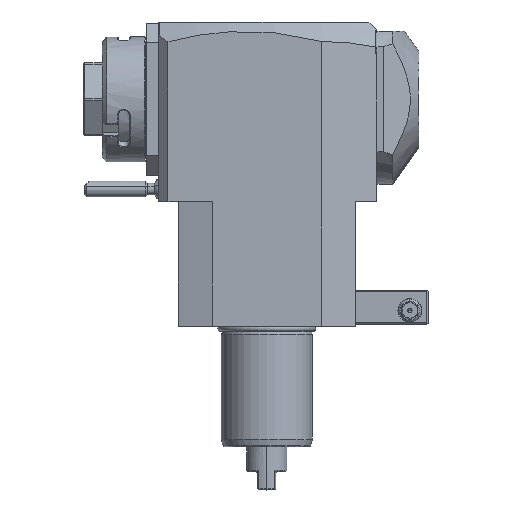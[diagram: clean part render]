
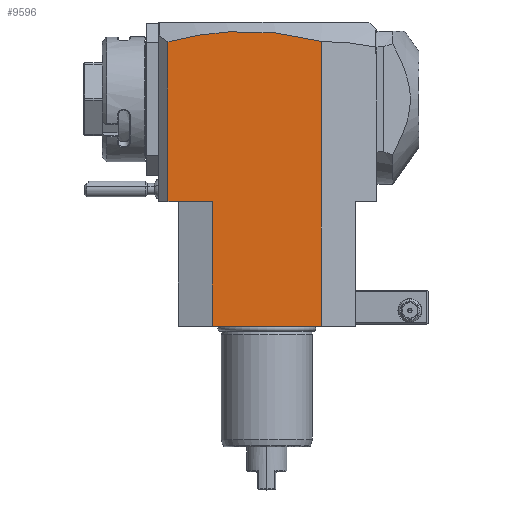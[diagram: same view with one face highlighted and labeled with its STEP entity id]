
A CAD part, top view. The second image highlights one B-rep face of the part: STEP entity #9596.
In plain terms, the highlighted planar face has unit normal (0, 0, 1).
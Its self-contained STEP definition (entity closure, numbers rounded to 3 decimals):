
#2205=DIRECTION('',(-1.,0.,0.));
#2206=VECTOR('',#2205,19.5);
#2207=CARTESIAN_POINT('',(-24.,55.,37.5));
#2208=LINE('',#2207,#2206);
#2209=DIRECTION('',(0.,1.,0.));
#2210=VECTOR('',#2209,70.258);
#2211=CARTESIAN_POINT('',(-43.5,55.,37.5));
#2212=LINE('',#2211,#2210);
#2213=CARTESIAN_POINT('',(24.,125.435,37.5));
#2214=CARTESIAN_POINT('',(18.371,126.939,37.5));
#2215=CARTESIAN_POINT('',(7.115,129.162,37.5));
#2216=CARTESIAN_POINT('',(-9.762,130.233,37.5));
#2217=CARTESIAN_POINT('',(-26.635,129.072,37.5));
#2218=CARTESIAN_POINT('',(-37.879,126.791,37.5));
#2219=CARTESIAN_POINT('',(-43.5,125.258,37.5));
#2221=DIRECTION('',(0.,-1.,0.));
#2222=VECTOR('',#2221,125.435);
#2223=CARTESIAN_POINT('',(24.,125.435,37.5));
#2224=LINE('',#2223,#2222);
#2237=DIRECTION('',(0.,-1.,0.));
#2238=VECTOR('',#2237,55.);
#2239=CARTESIAN_POINT('',(-24.,55.,37.5));
#2240=LINE('',#2239,#2238);
#2245=DIRECTION('',(-1.,0.,0.));
#2246=VECTOR('',#2245,48.);
#2247=CARTESIAN_POINT('',(24.,0.,37.5));
#2248=LINE('',#2247,#2246);
#7020=VERTEX_POINT('',#2213);
#7021=VERTEX_POINT('',#2219);
#7347=CARTESIAN_POINT('',(-43.5,55.,37.5));
#7349=VERTEX_POINT('',#7347);
#7387=CARTESIAN_POINT('',(24.,0.,37.5));
#7388=CARTESIAN_POINT('',(-24.,0.,37.5));
#7389=VERTEX_POINT('',#7387);
#7390=VERTEX_POINT('',#7388);
#7525=CARTESIAN_POINT('',(-24.,55.,37.5));
#7526=VERTEX_POINT('',#7525);
#9578=CARTESIAN_POINT('',(-39.202,55.,37.5));
#9579=DIRECTION('',(0.,0.,1.));
#9580=DIRECTION('',(1.,0.,0.));
#9581=AXIS2_PLACEMENT_3D('',#9578,#9579,#9580);
#9582=PLANE('',#9581);
#9584=ORIENTED_EDGE('',*,*,#9583,.T.);
#9585=ORIENTED_EDGE('',*,*,#9564,.T.);
#9587=ORIENTED_EDGE('',*,*,#9586,.F.);
#9589=ORIENTED_EDGE('',*,*,#9588,.T.);
#9591=ORIENTED_EDGE('',*,*,#9590,.T.);
#9593=ORIENTED_EDGE('',*,*,#9592,.F.);
#9594=EDGE_LOOP('',(#9584,#9585,#9587,#9589,#9591,#9593));
#9595=FACE_OUTER_BOUND('',#9594,.F.);
#2220=B_SPLINE_CURVE_WITH_KNOTS('',3,(#2213,#2214,#2215,#2216,#2217,#2218,
#2219),.UNSPECIFIED.,.F.,.F.,(4,1,1,1,4),(0.,0.25,0.5,0.75,1.),
.UNSPECIFIED.);
#9564=EDGE_CURVE('',#7349,#7021,#2212,.T.);
#9583=EDGE_CURVE('',#7526,#7349,#2208,.T.);
#9586=EDGE_CURVE('',#7020,#7021,#2220,.T.);
#9588=EDGE_CURVE('',#7020,#7389,#2224,.T.);
#9590=EDGE_CURVE('',#7389,#7390,#2248,.T.);
#9592=EDGE_CURVE('',#7526,#7390,#2240,.T.);
#9596=ADVANCED_FACE('',(#9595),#9582,.T.);
